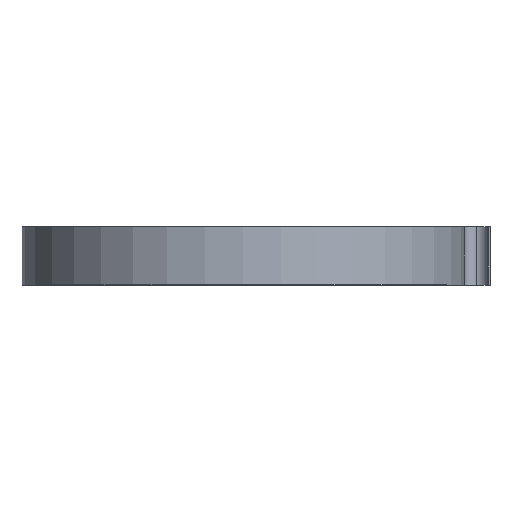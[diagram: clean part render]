
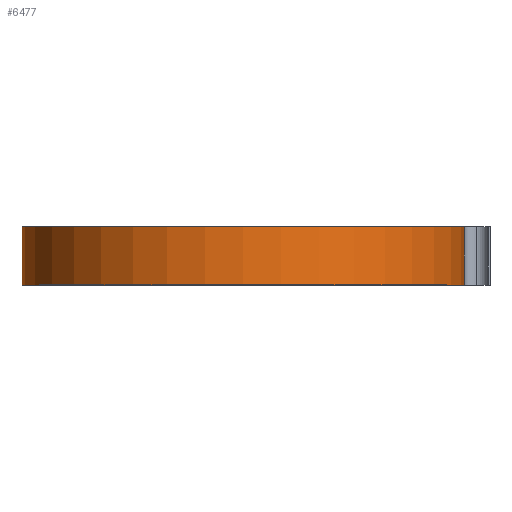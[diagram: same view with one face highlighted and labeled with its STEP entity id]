
A CAD part, top view. The second image highlights one B-rep face of the part: STEP entity #6477.
In plain terms, the highlighted cylindrical face has radius 45.499 mm (diameter 90.998 mm), a partial arc.
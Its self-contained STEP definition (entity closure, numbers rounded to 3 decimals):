
#99 = LINE ( 'NONE', #5769, #1901 ) ;
#143 = ORIENTED_EDGE ( 'NONE', *, *, #5593, .T. ) ;
#473 = VERTEX_POINT ( 'NONE', #1634 ) ;
#486 = AXIS2_PLACEMENT_3D ( 'NONE', #5180, #5661, #1005 ) ;
#874 = CARTESIAN_POINT ( 'NONE',  ( 45.499, 0., 0. ) ) ;
#948 = ORIENTED_EDGE ( 'NONE', *, *, #5823, .F. ) ;
#1005 = DIRECTION ( 'NONE',  ( 1., 0., 0. ) ) ;
#1085 = LINE ( 'NONE', #1736, #1405 ) ;
#1185 = AXIS2_PLACEMENT_3D ( 'NONE', #2504, #3492, #3616 ) ;
#1405 = VECTOR ( 'NONE', #5802, 1000. ) ;
#1508 = FACE_OUTER_BOUND ( 'NONE', #1891, .T. ) ;
#1511 = AXIS2_PLACEMENT_3D ( 'NONE', #6664, #6196, #4598 ) ;
#1634 = CARTESIAN_POINT ( 'NONE',  ( -45.499, 0., 0. ) ) ;
#1736 = CARTESIAN_POINT ( 'NONE',  ( 45.499, 12., 0. ) ) ;
#1854 = VERTEX_POINT ( 'NONE', #4503 ) ;
#1891 = EDGE_LOOP ( 'NONE', ( #143, #948, #5232, #2225 ) ) ;
#1901 = VECTOR ( 'NONE', #6243, 1000. ) ;
#2225 = ORIENTED_EDGE ( 'NONE', *, *, #2927, .T. ) ;
#2504 = CARTESIAN_POINT ( 'NONE',  ( 0., 0., 0. ) ) ;
#2927 = EDGE_CURVE ( 'NONE', #1854, #473, #99, .T. ) ;
#3178 = CIRCLE ( 'NONE', #486, 45.499 ) ;
#3492 = DIRECTION ( 'NONE',  ( 0., 1., 0. ) ) ;
#3616 = DIRECTION ( 'NONE',  ( 1., 0., 0. ) ) ;
#4042 = VERTEX_POINT ( 'NONE', #4527 ) ;
#4503 = CARTESIAN_POINT ( 'NONE',  ( -45.499, 12., 0. ) ) ;
#4527 = CARTESIAN_POINT ( 'NONE',  ( 45.499, 12., 0. ) ) ;
#4569 = CYLINDRICAL_SURFACE ( 'NONE', #1511, 45.499 ) ;
#4598 = DIRECTION ( 'NONE',  ( 0., 0., -1. ) ) ;
#4760 = EDGE_CURVE ( 'NONE', #1854, #4042, #3178, .T. ) ;
#5180 = CARTESIAN_POINT ( 'NONE',  ( 0., 12., 0. ) ) ;
#5193 = CIRCLE ( 'NONE', #1185, 45.499 ) ;
#5232 = ORIENTED_EDGE ( 'NONE', *, *, #4760, .F. ) ;
#5593 = EDGE_CURVE ( 'NONE', #473, #6328, #5193, .T. ) ;
#5661 = DIRECTION ( 'NONE',  ( 0., 1., 0. ) ) ;
#5769 = CARTESIAN_POINT ( 'NONE',  ( -45.499, 12., 0. ) ) ;
#5802 = DIRECTION ( 'NONE',  ( 0., -1., 0. ) ) ;
#5823 = EDGE_CURVE ( 'NONE', #4042, #6328, #1085, .T. ) ;
#6196 = DIRECTION ( 'NONE',  ( 0., -1., 0. ) ) ;
#6243 = DIRECTION ( 'NONE',  ( 0., -1., 0. ) ) ;
#6328 = VERTEX_POINT ( 'NONE', #874 ) ;
#6477 = ADVANCED_FACE ( 'NONE', ( #1508 ), #4569, .T. ) ;
#6664 = CARTESIAN_POINT ( 'NONE',  ( 0., 12., 0. ) ) ;
